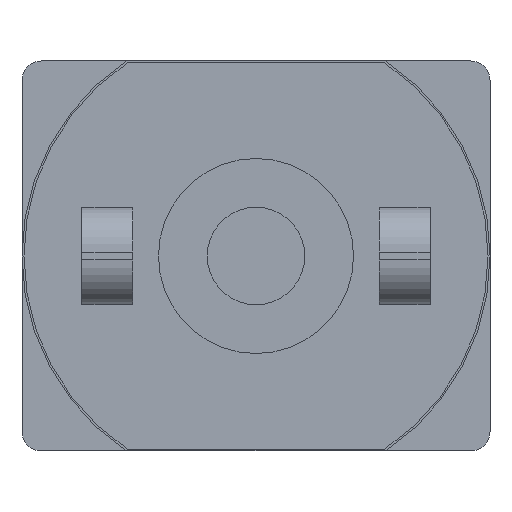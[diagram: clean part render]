
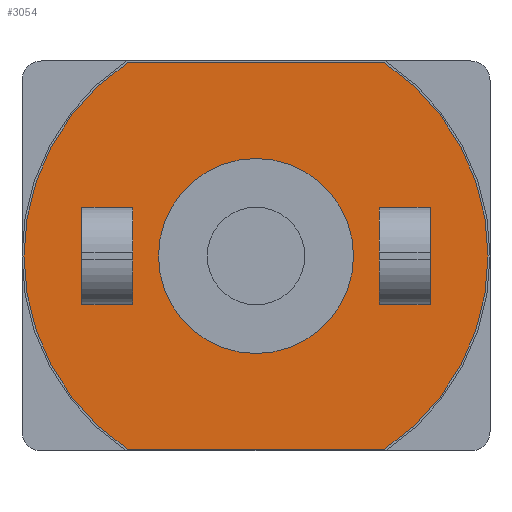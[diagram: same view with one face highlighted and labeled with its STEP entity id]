
A CAD part, front view. The second image highlights one B-rep face of the part: STEP entity #3054.
In plain terms, the highlighted planar face has unit normal (0, -1, 0).
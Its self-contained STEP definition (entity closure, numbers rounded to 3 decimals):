
#135=FACE_BOUND('',#679,.T.);
#237=PLANE('',#3445);
#424=FACE_OUTER_BOUND('',#678,.T.);
#678=EDGE_LOOP('',(#2707,#2708,#2709,#2710));
#679=EDGE_LOOP('',(#2711));
#906=LINE('',#5194,#1143);
#910=LINE('',#5204,#1147);
#1143=VECTOR('',#4319,10.);
#1147=VECTOR('',#4331,10.);
#1319=CIRCLE('',#3431,2.5);
#1323=CIRCLE('',#3438,5.95);
#1325=CIRCLE('',#3442,5.95);
#1565=VERTEX_POINT('',#5171);
#1570=VERTEX_POINT('',#5185);
#1571=VERTEX_POINT('',#5187);
#1573=VERTEX_POINT('',#5193);
#1575=VERTEX_POINT('',#5199);
#1944=EDGE_CURVE('',#1565,#1565,#1319,.T.);
#1950=EDGE_CURVE('',#1571,#1570,#1323,.F.);
#1953=EDGE_CURVE('',#1573,#1571,#906,.F.);
#1956=EDGE_CURVE('',#1575,#1573,#1325,.F.);
#1959=EDGE_CURVE('',#1570,#1575,#910,.F.);
#2707=ORIENTED_EDGE('',*,*,#1959,.T.);
#2708=ORIENTED_EDGE('',*,*,#1956,.T.);
#2709=ORIENTED_EDGE('',*,*,#1953,.T.);
#2710=ORIENTED_EDGE('',*,*,#1950,.T.);
#2711=ORIENTED_EDGE('',*,*,#1944,.T.);
#3054=ADVANCED_FACE('',(#424,#135),#237,.T.);
#3431=AXIS2_PLACEMENT_3D('',#5173,#4297,#4298);
#3438=AXIS2_PLACEMENT_3D('',#5188,#4313,#4314);
#3442=AXIS2_PLACEMENT_3D('',#5200,#4325,#4326);
#3445=AXIS2_PLACEMENT_3D('',#5206,#4334,#4335);
#4297=DIRECTION('center_axis',(0.,1.,0.));
#4298=DIRECTION('ref_axis',(1.,0.,0.));
#4313=DIRECTION('center_axis',(0.,1.,0.));
#4314=DIRECTION('ref_axis',(1.,0.,0.));
#4319=DIRECTION('',(-1.,0.,0.));
#4325=DIRECTION('center_axis',(0.,1.,0.));
#4326=DIRECTION('ref_axis',(1.,0.,0.));
#4331=DIRECTION('',(1.,0.,0.));
#4334=DIRECTION('center_axis',(0.,-1.,0.));
#4335=DIRECTION('ref_axis',(0.,0.,-1.));
#5171=CARTESIAN_POINT('',(-2.5,-15.1,0.));
#5173=CARTESIAN_POINT('Origin',(0.,-15.1,0.));
#5185=CARTESIAN_POINT('',(3.302,-15.1,4.95));
#5187=CARTESIAN_POINT('',(3.302,-15.1,-4.95));
#5188=CARTESIAN_POINT('Origin',(0.,-15.1,0.));
#5193=CARTESIAN_POINT('',(-3.302,-15.1,-4.95));
#5194=CARTESIAN_POINT('',(-1.658,-15.1,-4.95));
#5199=CARTESIAN_POINT('',(-3.302,-15.1,4.95));
#5200=CARTESIAN_POINT('Origin',(0.,-15.1,0.));
#5204=CARTESIAN_POINT('',(1.658,-15.1,4.95));
#5206=CARTESIAN_POINT('Origin',(0.,-15.1,0.));
